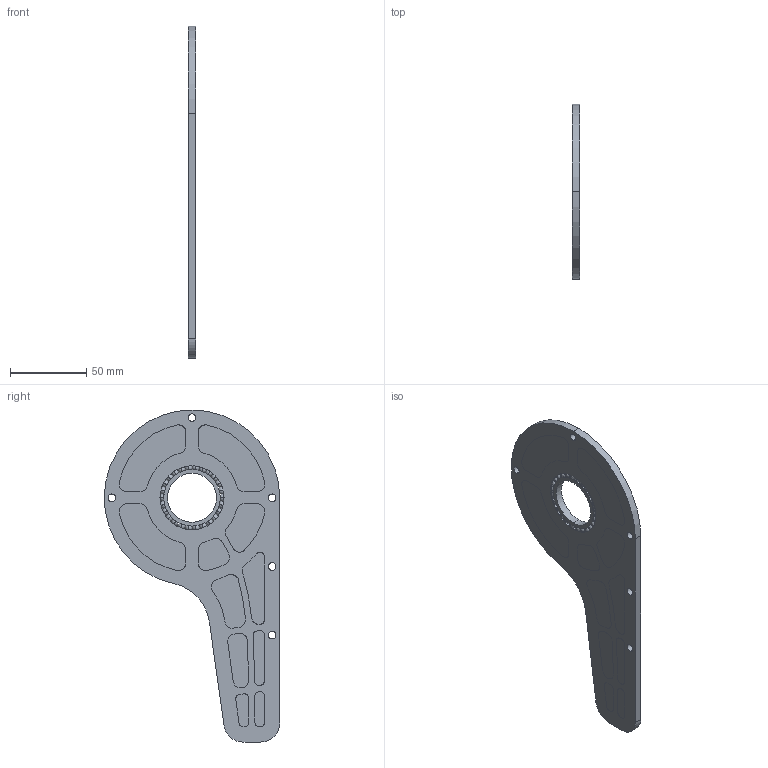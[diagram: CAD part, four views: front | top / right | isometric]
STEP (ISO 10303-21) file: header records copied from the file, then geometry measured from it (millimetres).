
FILE_DESCRIPTION (( 'STEP AP214' ), '1' );
FILE_NAME ('Spool Mount.STEP', '2025-02-17T11:08:45', ( '' ), ( '' ), 'SwSTEP 2.0', 'SolidWorks 2022', '' );
FILE_SCHEMA (( 'AUTOMOTIVE_DESIGN' ));
Length unit declared in the file: millimetre
Products named in the file (1): Spool Mount
Bounding box: 5 x 114.99 x 217.5 mm (x, y, z)
Volume: 71740.6 mm3; surface area: 45861.8 mm2
Topology: 39 solids, 39 shells, 304 faces, 850 edges, 572 vertices
Faces by surface type: cylinder 153, plane 77, sphere 52, bspline 16, torus 6
Entity records: 9642 total; most frequent: CARTESIAN_POINT 1839, DIRECTION 1632, ORIENTED_EDGE 1440, EDGE_CURVE 720, AXIS2_PLACEMENT_3D 655, VERTEX_POINT 494, CIRCLE 366, EDGE_LOOP 340
